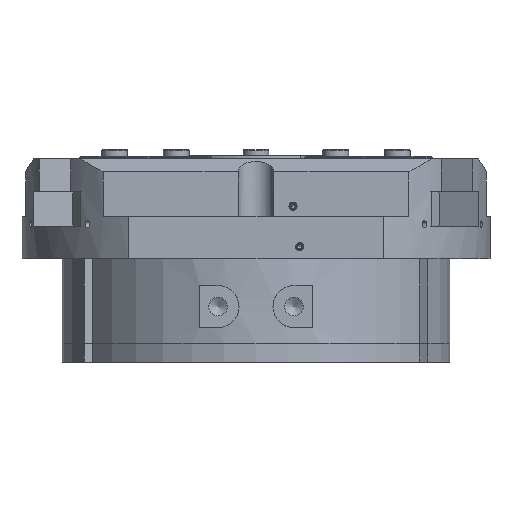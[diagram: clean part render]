
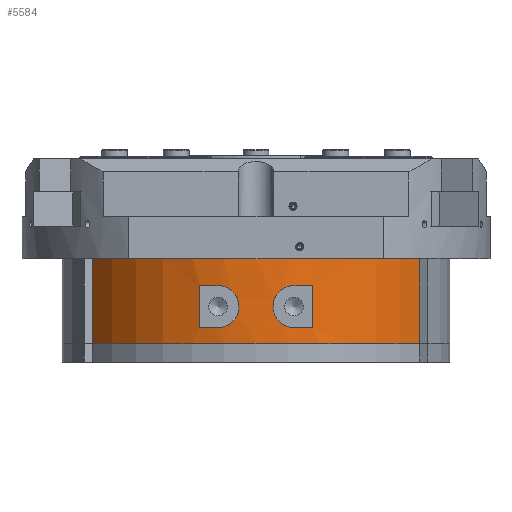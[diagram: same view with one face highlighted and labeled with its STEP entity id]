
A CAD part, left-side view. The second image highlights one B-rep face of the part: STEP entity #5584.
In plain terms, the highlighted cylindrical face has radius 120 mm (diameter 240 mm), a partial arc.
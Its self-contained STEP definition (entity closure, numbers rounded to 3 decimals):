
#189=FACE_BOUND('',#927,.T.);
#190=FACE_BOUND('',#928,.T.);
#415=B_SPLINE_CURVE_WITH_KNOTS('',3,(#9298,#9299,#9300,#9301,#9302,#9303,
#9304,#9305,#9306,#9307,#9308,#9309,#9310,#9311,#9312,#9313,#9314,#9315),
 .UNSPECIFIED.,.F.,.F.,(4,2,2,2,2,2,2,2,4),(-5.931,-5.436,
-4.941,-4.451,-3.96,-3.471,
-2.982,-2.486,-1.99),.UNSPECIFIED.);
#416=B_SPLINE_CURVE_WITH_KNOTS('',3,(#9323,#9324,#9325,#9326,#9327,#9328,
#9329,#9330,#9331,#9332,#9333,#9334,#9335,#9336,#9337,#9338,#9339,#9340,
#9341),.UNSPECIFIED.,.F.,.F.,(4,2,2,2,3,2,2,2,4),(-1.971,-1.474,
-0.978,-0.489,0.,0.489,
0.978,1.474,1.971),.UNSPECIFIED.);
#463=CYLINDRICAL_SURFACE('',#6244,120.);
#606=FACE_OUTER_BOUND('',#926,.T.);
#926=EDGE_LOOP('',(#4311,#4312,#4313,#4314));
#927=EDGE_LOOP('',(#4315,#4316,#4317,#4318));
#928=EDGE_LOOP('',(#4319,#4320,#4321,#4322));
#1273=CIRCLE('',#6126,120.);
#1306=CIRCLE('',#6162,120.);
#1354=CIRCLE('',#6245,120.);
#1355=CIRCLE('',#6246,120.);
#1356=CIRCLE('',#6247,120.);
#1357=CIRCLE('',#6248,120.);
#1658=LINE('',#9271,#2093);
#1664=LINE('',#9282,#2099);
#1668=LINE('',#9295,#2103);
#1669=LINE('',#9320,#2104);
#2093=VECTOR('',#7275,10.);
#2099=VECTOR('',#7291,10.);
#2103=VECTOR('',#7307,10.);
#2104=VECTOR('',#7312,10.);
#2551=VERTEX_POINT('',#9030);
#2552=VERTEX_POINT('',#9032);
#2591=VERTEX_POINT('',#9116);
#2592=VERTEX_POINT('',#9118);
#2645=VERTEX_POINT('',#9291);
#2646=VERTEX_POINT('',#9292);
#2647=VERTEX_POINT('',#9294);
#2648=VERTEX_POINT('',#9296);
#2649=VERTEX_POINT('',#9316);
#2650=VERTEX_POINT('',#9317);
#2651=VERTEX_POINT('',#9319);
#2652=VERTEX_POINT('',#9321);
#3167=EDGE_CURVE('',#2551,#2552,#1273,.T.);
#3210=EDGE_CURVE('',#2591,#2592,#1306,.T.);
#3285=EDGE_CURVE('',#2551,#2592,#1658,.T.);
#3291=EDGE_CURVE('',#2591,#2552,#1664,.T.);
#3295=EDGE_CURVE('',#2645,#2646,#1354,.T.);
#3296=EDGE_CURVE('',#2646,#2647,#1668,.T.);
#3297=EDGE_CURVE('',#2647,#2648,#1355,.T.);
#3298=EDGE_CURVE('',#2648,#2645,#415,.T.);
#3299=EDGE_CURVE('',#2649,#2650,#1356,.T.);
#3300=EDGE_CURVE('',#2650,#2651,#1669,.T.);
#3301=EDGE_CURVE('',#2651,#2652,#1357,.T.);
#3302=EDGE_CURVE('',#2652,#2649,#416,.T.);
#4311=ORIENTED_EDGE('',*,*,#3285,.T.);
#4312=ORIENTED_EDGE('',*,*,#3210,.F.);
#4313=ORIENTED_EDGE('',*,*,#3291,.T.);
#4314=ORIENTED_EDGE('',*,*,#3167,.F.);
#4315=ORIENTED_EDGE('',*,*,#3295,.T.);
#4316=ORIENTED_EDGE('',*,*,#3296,.T.);
#4317=ORIENTED_EDGE('',*,*,#3297,.T.);
#4318=ORIENTED_EDGE('',*,*,#3298,.T.);
#4319=ORIENTED_EDGE('',*,*,#3299,.T.);
#4320=ORIENTED_EDGE('',*,*,#3300,.T.);
#4321=ORIENTED_EDGE('',*,*,#3301,.T.);
#4322=ORIENTED_EDGE('',*,*,#3302,.T.);
#5584=ADVANCED_FACE('',(#606,#189,#190),#463,.T.);
#6126=AXIS2_PLACEMENT_3D('',#9033,#7020,#7021);
#6162=AXIS2_PLACEMENT_3D('',#9119,#7102,#7103);
#6244=AXIS2_PLACEMENT_3D('',#9290,#7303,#7304);
#6245=AXIS2_PLACEMENT_3D('',#9293,#7305,#7306);
#6246=AXIS2_PLACEMENT_3D('',#9297,#7308,#7309);
#6247=AXIS2_PLACEMENT_3D('',#9318,#7310,#7311);
#6248=AXIS2_PLACEMENT_3D('',#9322,#7313,#7314);
#7020=DIRECTION('center_axis',(0.,0.,-1.));
#7021=DIRECTION('ref_axis',(-1.,0.,0.));
#7102=DIRECTION('center_axis',(0.,0.,1.));
#7103=DIRECTION('ref_axis',(-1.,0.,0.));
#7275=DIRECTION('',(0.,0.,1.));
#7291=DIRECTION('',(0.,0.,-1.));
#7303=DIRECTION('center_axis',(0.,0.,1.));
#7304=DIRECTION('ref_axis',(-1.,0.,0.));
#7305=DIRECTION('center_axis',(0.,0.,-1.));
#7306=DIRECTION('ref_axis',(-1.,0.,0.));
#7307=DIRECTION('',(0.,0.,1.));
#7308=DIRECTION('center_axis',(0.,0.,1.));
#7309=DIRECTION('ref_axis',(-1.,0.,0.));
#7310=DIRECTION('center_axis',(0.,0.,1.));
#7311=DIRECTION('ref_axis',(-1.,0.,0.));
#7312=DIRECTION('',(0.,0.,-1.));
#7313=DIRECTION('center_axis',(0.,0.,-1.));
#7314=DIRECTION('ref_axis',(-1.,0.,0.));
#9030=CARTESIAN_POINT('',(-64.278,-101.333,0.));
#9032=CARTESIAN_POINT('',(-64.278,101.333,0.));
#9033=CARTESIAN_POINT('Origin',(0.,0.,0.));
#9116=CARTESIAN_POINT('',(-64.278,101.333,52.5));
#9118=CARTESIAN_POINT('',(-64.278,-101.333,52.5));
#9119=CARTESIAN_POINT('Origin',(0.,0.,52.5));
#9271=CARTESIAN_POINT('',(-64.278,-101.333,0.));
#9282=CARTESIAN_POINT('',(-64.278,101.333,0.));
#9290=CARTESIAN_POINT('Origin',(0.,0.,0.));
#9291=CARTESIAN_POINT('',(-117.676,23.5,9.85));
#9292=CARTESIAN_POINT('',(-114.8,34.942,9.85));
#9293=CARTESIAN_POINT('Origin',(0.,0.,9.85));
#9294=CARTESIAN_POINT('',(-114.8,34.942,35.85));
#9295=CARTESIAN_POINT('',(-114.8,34.942,0.));
#9296=CARTESIAN_POINT('',(-117.676,23.5,35.85));
#9297=CARTESIAN_POINT('Origin',(0.,0.,35.85));
#9298=CARTESIAN_POINT('Ctrl Pts',(-117.676,23.5,35.85));
#9299=CARTESIAN_POINT('Ctrl Pts',(-118.,21.882,35.85));
#9300=CARTESIAN_POINT('Ctrl Pts',(-118.308,20.146,35.529));
#9301=CARTESIAN_POINT('Ctrl Pts',(-118.809,16.94,34.207));
#9302=CARTESIAN_POINT('Ctrl Pts',(-119.004,15.47,33.205));
#9303=CARTESIAN_POINT('Ctrl Pts',(-119.282,13.156,30.891));
#9304=CARTESIAN_POINT('Ctrl Pts',(-119.385,12.155,29.43));
#9305=CARTESIAN_POINT('Ctrl Pts',(-119.512,10.827,26.227));
#9306=CARTESIAN_POINT('Ctrl Pts',(-119.54,10.5,24.484));
#9307=CARTESIAN_POINT('Ctrl Pts',(-119.54,10.5,21.219));
#9308=CARTESIAN_POINT('Ctrl Pts',(-119.513,10.826,19.48));
#9309=CARTESIAN_POINT('Ctrl Pts',(-119.385,12.148,16.283));
#9310=CARTESIAN_POINT('Ctrl Pts',(-119.283,13.145,14.824));
#9311=CARTESIAN_POINT('Ctrl Pts',(-119.006,15.455,12.506));
#9312=CARTESIAN_POINT('Ctrl Pts',(-118.811,16.927,11.5));
#9313=CARTESIAN_POINT('Ctrl Pts',(-118.309,20.139,10.172));
#9314=CARTESIAN_POINT('Ctrl Pts',(-118.,21.878,9.85));
#9315=CARTESIAN_POINT('Ctrl Pts',(-117.676,23.5,9.85));
#9316=CARTESIAN_POINT('',(-117.676,-23.5,35.85));
#9317=CARTESIAN_POINT('',(-114.8,-34.942,35.85));
#9318=CARTESIAN_POINT('Origin',(0.,0.,35.85));
#9319=CARTESIAN_POINT('',(-114.8,-34.942,9.85));
#9320=CARTESIAN_POINT('',(-114.8,-34.942,0.));
#9321=CARTESIAN_POINT('',(-117.676,-23.5,9.85));
#9322=CARTESIAN_POINT('Origin',(0.,0.,9.85));
#9323=CARTESIAN_POINT('Ctrl Pts',(-117.676,-23.5,9.85));
#9324=CARTESIAN_POINT('Ctrl Pts',(-118.,-21.878,9.85));
#9325=CARTESIAN_POINT('Ctrl Pts',(-118.309,-20.139,10.172));
#9326=CARTESIAN_POINT('Ctrl Pts',(-118.811,-16.927,11.5));
#9327=CARTESIAN_POINT('Ctrl Pts',(-119.006,-15.455,12.506));
#9328=CARTESIAN_POINT('Ctrl Pts',(-119.283,-13.145,14.824));
#9329=CARTESIAN_POINT('Ctrl Pts',(-119.385,-12.148,16.283));
#9330=CARTESIAN_POINT('Ctrl Pts',(-119.513,-10.826,19.48));
#9331=CARTESIAN_POINT('Ctrl Pts',(-119.54,-10.5,21.219));
#9332=CARTESIAN_POINT('Ctrl Pts',(-119.54,-10.5,22.85));
#9333=CARTESIAN_POINT('Ctrl Pts',(-119.54,-10.5,24.481));
#9334=CARTESIAN_POINT('Ctrl Pts',(-119.513,-10.826,26.22));
#9335=CARTESIAN_POINT('Ctrl Pts',(-119.385,-12.148,29.417));
#9336=CARTESIAN_POINT('Ctrl Pts',(-119.283,-13.145,30.876));
#9337=CARTESIAN_POINT('Ctrl Pts',(-119.006,-15.455,33.194));
#9338=CARTESIAN_POINT('Ctrl Pts',(-118.811,-16.927,34.2));
#9339=CARTESIAN_POINT('Ctrl Pts',(-118.309,-20.139,35.528));
#9340=CARTESIAN_POINT('Ctrl Pts',(-118.,-21.878,35.85));
#9341=CARTESIAN_POINT('Ctrl Pts',(-117.676,-23.5,35.85));
